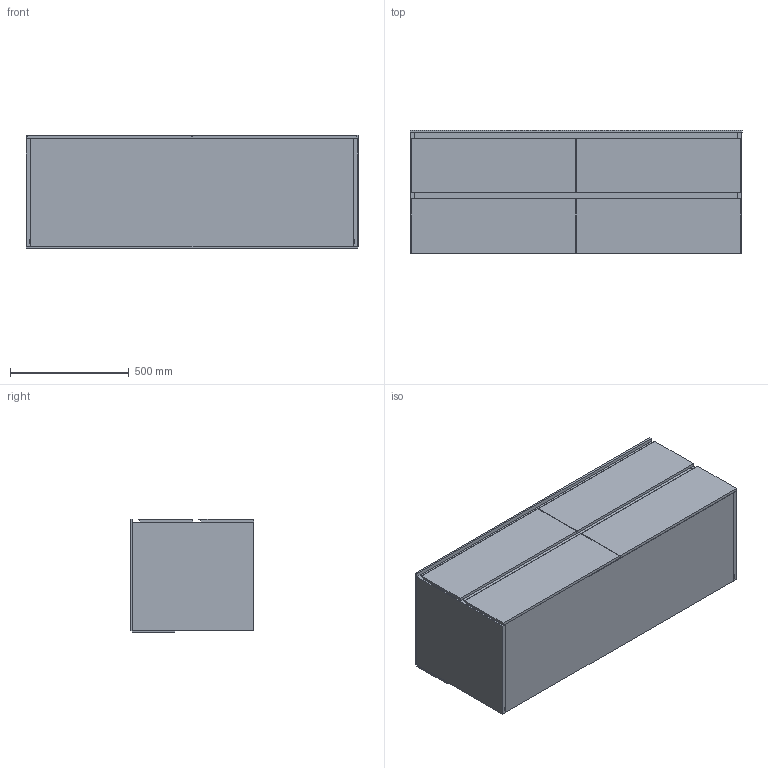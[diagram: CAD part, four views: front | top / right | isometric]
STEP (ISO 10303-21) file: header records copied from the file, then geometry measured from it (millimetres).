
FILE_DESCRIPTION (( 'STEP AP214' ), '1' );
FILE_NAME ('DWP1400500-4AUSCU.STEP', '2020-09-15T08:07:56', ( '' ), ( '' ), 'SwSTEP 2.0', 'SolidWorks 2020', '' );
FILE_SCHEMA (( 'AUTOMOTIVE_DESIGN' ));
Length unit declared in the file: millimetre
Products named in the file (3): DWP1400500-4AUSCU; DWP 1400500-4AUSCU-47_us_Spanweiá lackiert<Wie bearbeitet>; DWP 1400500-4AUSCU-47_wt_Mit Hahnloch ohne šberlauf
Assembly tree (2 placements, depth 2):
  DWP1400500-4AUSCU
    DWP 1400500-4AUSCU-47_us_Spanweiá lackiert<Wie bearbeitet>
    DWP 1400500-4AUSCU-47_wt_Mit Hahnloch ohne šberlauf
Bounding box: 1400 x 520 x 478 mm (x, y, z)
Volume: 71382012.5 mm3; surface area: 10168237.2 mm2
Topology: 33 solids, 33 shells, 376 faces, 938 edges, 632 vertices
Faces by surface type: plane 302, cylinder 62, bspline 12
Entity records: 28607 total; most frequent: CARTESIAN_POINT 19255, ORIENTED_EDGE 1876, DIRECTION 1688, EDGE_CURVE 938, VECTOR 742, LINE 742, VERTEX_POINT 632, AXIS2_PLACEMENT_3D 473
